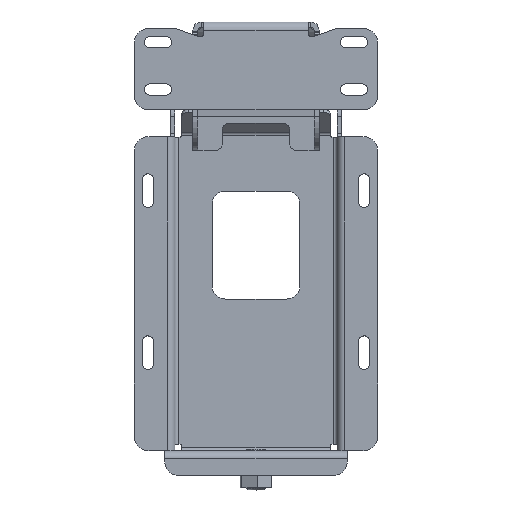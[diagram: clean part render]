
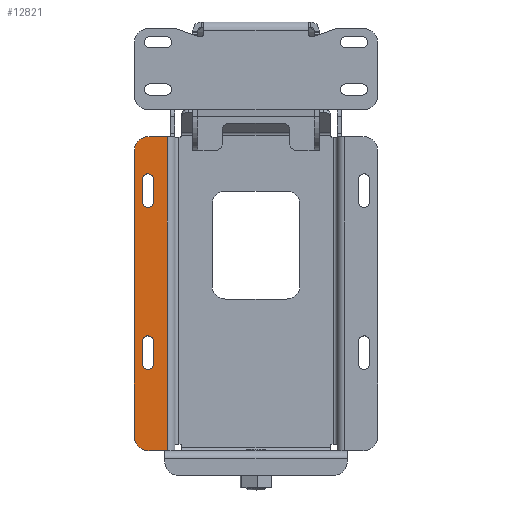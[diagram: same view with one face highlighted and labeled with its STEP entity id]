
A CAD part, top view. The second image highlights one B-rep face of the part: STEP entity #12821.
In plain terms, the highlighted planar face has unit normal (0, 0, 1).
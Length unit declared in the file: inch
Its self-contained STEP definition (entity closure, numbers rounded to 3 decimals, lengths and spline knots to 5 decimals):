
#169 = VECTOR ( 'NONE', #24055, 39.37008 ) ;
#310 = VERTEX_POINT ( 'NONE', #17359 ) ;
#545 = CARTESIAN_POINT ( 'NONE',  ( -1.895, -1.1675, 0.7495 ) ) ;
#843 = DIRECTION ( 'NONE',  ( 0., -1., 0. ) ) ;
#1406 = FACE_OUTER_BOUND ( 'NONE', #2966, .T. ) ;
#1422 = CARTESIAN_POINT ( 'NONE',  ( -2.25, -5.9375, 0.7495 ) ) ;
#1566 = CARTESIAN_POINT ( 'NONE',  ( -1.895, -1.1675, 0.7495 ) ) ;
#1654 = LINE ( 'NONE', #12666, #22481 ) ;
#1814 = CARTESIAN_POINT ( 'NONE',  ( -2.25, -0.625, 0.7495 ) ) ;
#2258 = CARTESIAN_POINT ( 'NONE',  ( -2.105, -1.1675, 0.7495 ) ) ;
#2966 = EDGE_LOOP ( 'NONE', ( #5395, #14794, #23133, #12733, #23288, #13600 ) ) ;
#3031 = VERTEX_POINT ( 'NONE', #1814 ) ;
#3382 = DIRECTION ( 'NONE',  ( 0., 0., -1. ) ) ;
#3558 = DIRECTION ( 'NONE',  ( -1., 0., 0. ) ) ;
#3615 = DIRECTION ( 'NONE',  ( 0., 0., -1. ) ) ;
#3643 = CARTESIAN_POINT ( 'NONE',  ( -2., -0.625, 0.7495 ) ) ;
#3954 = PLANE ( 'NONE',  #5263 ) ;
#4224 = AXIS2_PLACEMENT_3D ( 'NONE', #5569, #5542, #5509 ) ;
#4571 = CIRCLE ( 'NONE', #4224, 0.25 ) ;
#5263 = AXIS2_PLACEMENT_3D ( 'NONE', #3643, #3615, #3558 ) ;
#5395 = ORIENTED_EDGE ( 'NONE', *, *, #21217, .T. ) ;
#5509 = DIRECTION ( 'NONE',  ( -1., 0., 0. ) ) ;
#5542 = DIRECTION ( 'NONE',  ( 0., 0., -1. ) ) ;
#5569 = CARTESIAN_POINT ( 'NONE',  ( -2., -0.625, 0.7495 ) ) ;
#5601 = EDGE_CURVE ( 'NONE', #12177, #24252, #7262, .T. ) ;
#5661 = VECTOR ( 'NONE', #25072, 39.37008 ) ;
#5758 = EDGE_CURVE ( 'NONE', #11142, #14192, #14842, .T. ) ;
#6006 = LINE ( 'NONE', #545, #16732 ) ;
#6212 = CARTESIAN_POINT ( 'NONE',  ( -1.895, -4.1675, 0.7495 ) ) ;
#6417 = CARTESIAN_POINT ( 'NONE',  ( -1.641, -6.1875, 0.7495 ) ) ;
#6632 = EDGE_CURVE ( 'NONE', #23098, #25941, #6908, .T. ) ;
#6807 = DIRECTION ( 'NONE',  ( -1., 0., 0. ) ) ;
#6863 = DIRECTION ( 'NONE',  ( 0., 0., -1. ) ) ;
#6896 = CARTESIAN_POINT ( 'NONE',  ( -2., -5.9375, 0.7495 ) ) ;
#6908 = CIRCLE ( 'NONE', #11289, 0.25 ) ;
#7262 = CIRCLE ( 'NONE', #11098, 0.105 ) ;
#7765 = CARTESIAN_POINT ( 'NONE',  ( -2.25, -5.9375, 0.7495 ) ) ;
#7773 = LINE ( 'NONE', #23676, #23113 ) ;
#7927 = DIRECTION ( 'NONE',  ( 0., -1., 0. ) ) ;
#7994 = VECTOR ( 'NONE', #19440, 39.37008 ) ;
#9472 = VERTEX_POINT ( 'NONE', #6212 ) ;
#9537 = EDGE_CURVE ( 'NONE', #3031, #310, #4571, .T. ) ;
#9574 = EDGE_LOOP ( 'NONE', ( #14370, #23511, #19165, #15012 ) ) ;
#9830 = CARTESIAN_POINT ( 'NONE',  ( -1.895, -1.5825, 0.7495 ) ) ;
#10629 = EDGE_CURVE ( 'NONE', #23098, #12547, #11020, .T. ) ;
#11020 = LINE ( 'NONE', #24165, #169 ) ;
#11098 = AXIS2_PLACEMENT_3D ( 'NONE', #17703, #17666, #17617 ) ;
#11142 = VERTEX_POINT ( 'NONE', #19561 ) ;
#11289 = AXIS2_PLACEMENT_3D ( 'NONE', #6896, #6863, #6807 ) ;
#11354 = VERTEX_POINT ( 'NONE', #16851 ) ;
#11515 = CARTESIAN_POINT ( 'NONE',  ( -1.641, -0.375, 0.7495 ) ) ;
#11580 = EDGE_CURVE ( 'NONE', #14192, #11354, #19992, .T. ) ;
#11796 = EDGE_CURVE ( 'NONE', #24252, #24427, #1654, .T. ) ;
#12177 = VERTEX_POINT ( 'NONE', #9830 ) ;
#12262 = FACE_BOUND ( 'NONE', #9574, .T. ) ;
#12530 = DIRECTION ( 'NONE',  ( 0., 1., 0. ) ) ;
#12547 = VERTEX_POINT ( 'NONE', #6417 ) ;
#12666 = CARTESIAN_POINT ( 'NONE',  ( -2.105, -1.1675, 0.7495 ) ) ;
#12733 = ORIENTED_EDGE ( 'NONE', *, *, #6632, .F. ) ;
#12821 = ADVANCED_FACE ( 'NONE', ( #1406, #12262, #19420 ), #3954, .F. ) ;
#12935 = DIRECTION ( 'NONE',  ( 1., 0., 0. ) ) ;
#12941 = DIRECTION ( 'NONE',  ( 0., 0., -1. ) ) ;
#12973 = CARTESIAN_POINT ( 'NONE',  ( -2., -1.1675, 0.7495 ) ) ;
#13318 = VECTOR ( 'NONE', #19883, 39.37008 ) ;
#13600 = ORIENTED_EDGE ( 'NONE', *, *, #15428, .F. ) ;
#14128 = AXIS2_PLACEMENT_3D ( 'NONE', #15477, #3382, #17485 ) ;
#14192 = VERTEX_POINT ( 'NONE', #20624 ) ;
#14370 = ORIENTED_EDGE ( 'NONE', *, *, #18469, .T. ) ;
#14794 = ORIENTED_EDGE ( 'NONE', *, *, #9537, .F. ) ;
#14842 = CIRCLE ( 'NONE', #17791, 0.105 ) ;
#14923 = CARTESIAN_POINT ( 'NONE',  ( -2.105, -4.1675, 0.7495 ) ) ;
#14942 = DIRECTION ( 'NONE',  ( 0., 1., 0. ) ) ;
#15012 = ORIENTED_EDGE ( 'NONE', *, *, #11796, .T. ) ;
#15042 = EDGE_CURVE ( 'NONE', #20518, #12177, #6006, .T. ) ;
#15428 = EDGE_CURVE ( 'NONE', #17272, #12547, #16381, .T. ) ;
#15477 = CARTESIAN_POINT ( 'NONE',  ( -2., -4.1675, 0.7495 ) ) ;
#15484 = DIRECTION ( 'NONE',  ( 1., 0., 0. ) ) ;
#15519 = DIRECTION ( 'NONE',  ( 0., 0., -1. ) ) ;
#15548 = CARTESIAN_POINT ( 'NONE',  ( -2., -4.5825, 0.7495 ) ) ;
#15951 = CARTESIAN_POINT ( 'NONE',  ( -2., -6.1875, 0.7495 ) ) ;
#16381 = LINE ( 'NONE', #25207, #5661 ) ;
#16732 = VECTOR ( 'NONE', #843, 39.37008 ) ;
#16851 = CARTESIAN_POINT ( 'NONE',  ( -2.105, -4.1675, 0.7495 ) ) ;
#17272 = VERTEX_POINT ( 'NONE', #11515 ) ;
#17359 = CARTESIAN_POINT ( 'NONE',  ( -2., -0.375, 0.7495 ) ) ;
#17485 = DIRECTION ( 'NONE',  ( 1., 0., 0. ) ) ;
#17617 = DIRECTION ( 'NONE',  ( 1., 0., 0. ) ) ;
#17666 = DIRECTION ( 'NONE',  ( 0., 0., -1. ) ) ;
#17703 = CARTESIAN_POINT ( 'NONE',  ( -2., -1.5825, 0.7495 ) ) ;
#17791 = AXIS2_PLACEMENT_3D ( 'NONE', #15548, #15519, #15484 ) ;
#18469 = EDGE_CURVE ( 'NONE', #24427, #20518, #20730, .T. ) ;
#18643 = LINE ( 'NONE', #23794, #13318 ) ;
#19002 = EDGE_LOOP ( 'NONE', ( #20042, #25268, #19247, #24217 ) ) ;
#19165 = ORIENTED_EDGE ( 'NONE', *, *, #5601, .T. ) ;
#19247 = ORIENTED_EDGE ( 'NONE', *, *, #5758, .T. ) ;
#19362 = VECTOR ( 'NONE', #14942, 39.37008 ) ;
#19420 = FACE_BOUND ( 'NONE', #19002, .T. ) ;
#19440 = DIRECTION ( 'NONE',  ( 0., -1., 0. ) ) ;
#19561 = CARTESIAN_POINT ( 'NONE',  ( -1.895, -4.5825, 0.7495 ) ) ;
#19883 = DIRECTION ( 'NONE',  ( -1., 0., 0. ) ) ;
#19940 = EDGE_CURVE ( 'NONE', #9472, #11142, #7773, .T. ) ;
#19992 = LINE ( 'NONE', #14923, #19362 ) ;
#20042 = ORIENTED_EDGE ( 'NONE', *, *, #24467, .T. ) ;
#20518 = VERTEX_POINT ( 'NONE', #1566 ) ;
#20624 = CARTESIAN_POINT ( 'NONE',  ( -2.105, -4.5825, 0.7495 ) ) ;
#20730 = CIRCLE ( 'NONE', #22308, 0.105 ) ;
#21217 = EDGE_CURVE ( 'NONE', #17272, #310, #18643, .T. ) ;
#22074 = CARTESIAN_POINT ( 'NONE',  ( -2.105, -1.5825, 0.7495 ) ) ;
#22308 = AXIS2_PLACEMENT_3D ( 'NONE', #12973, #12941, #12935 ) ;
#22481 = VECTOR ( 'NONE', #12530, 39.37008 ) ;
#22979 = EDGE_CURVE ( 'NONE', #3031, #25941, #23335, .T. ) ;
#23098 = VERTEX_POINT ( 'NONE', #15951 ) ;
#23113 = VECTOR ( 'NONE', #7927, 39.37008 ) ;
#23133 = ORIENTED_EDGE ( 'NONE', *, *, #22979, .T. ) ;
#23288 = ORIENTED_EDGE ( 'NONE', *, *, #10629, .T. ) ;
#23335 = LINE ( 'NONE', #1422, #7994 ) ;
#23511 = ORIENTED_EDGE ( 'NONE', *, *, #15042, .T. ) ;
#23523 = CIRCLE ( 'NONE', #14128, 0.105 ) ;
#23676 = CARTESIAN_POINT ( 'NONE',  ( -1.895, -4.1675, 0.7495 ) ) ;
#23794 = CARTESIAN_POINT ( 'NONE',  ( -2., -0.375, 0.7495 ) ) ;
#24055 = DIRECTION ( 'NONE',  ( 1., 0., 0. ) ) ;
#24165 = CARTESIAN_POINT ( 'NONE',  ( -1.579, -6.1875, 0.7495 ) ) ;
#24217 = ORIENTED_EDGE ( 'NONE', *, *, #11580, .T. ) ;
#24252 = VERTEX_POINT ( 'NONE', #22074 ) ;
#24427 = VERTEX_POINT ( 'NONE', #2258 ) ;
#24467 = EDGE_CURVE ( 'NONE', #11354, #9472, #23523, .T. ) ;
#25072 = DIRECTION ( 'NONE',  ( 0., -1., 0. ) ) ;
#25207 = CARTESIAN_POINT ( 'NONE',  ( -1.641, -0.375, 0.7495 ) ) ;
#25268 = ORIENTED_EDGE ( 'NONE', *, *, #19940, .T. ) ;
#25941 = VERTEX_POINT ( 'NONE', #7765 ) ;
